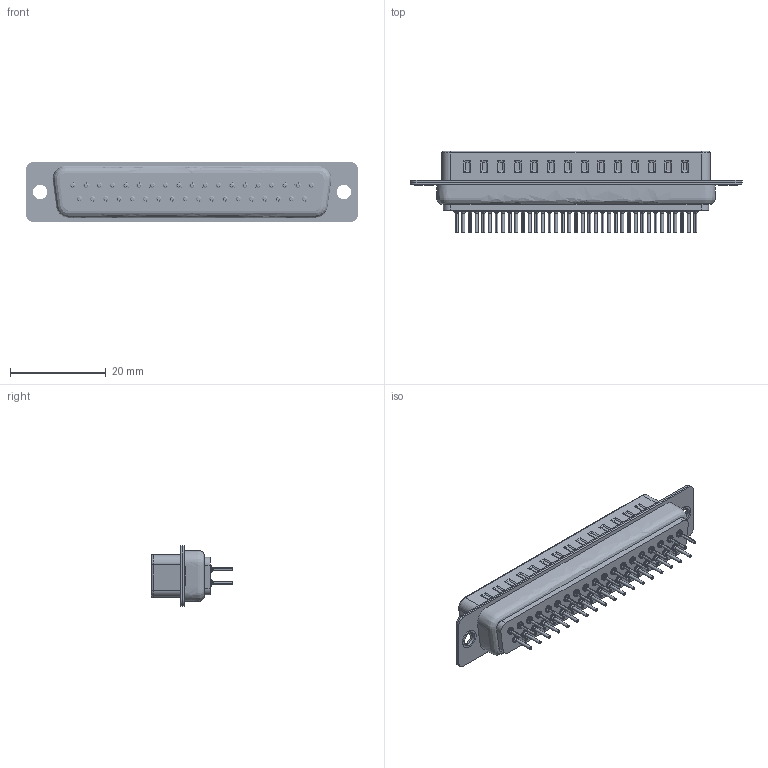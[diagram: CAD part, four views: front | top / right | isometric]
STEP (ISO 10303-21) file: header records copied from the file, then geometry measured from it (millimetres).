
FILE_DESCRIPTION(/* description */ ('Unknown'),/* implementation_level */ '2;1');
FILE_NAME(/* name */ '61803725023',/* time_stamp */ '2021-12-02T11:20:05+01:00',/* author */ ('Unknown'),/* organization */ ('Unknown'),/* preprocessor_version */ 'ST-DEVELOPER v16.7',/* originating_system */ 'Solid Edge',/* authorisation */ 'Unknown');
FILE_SCHEMA (('AUTOMOTIVE_DESIGN {1 0 10303 214 3 1 1}'));
Length unit declared in the file: millimetre
Products named in the file (6): 6180xx25023; 61803729221_INTER_ARRIERE; 61803729221_INTER_FACADE; 61803729221_ARRIERE; 61803729221_FACADE; 6180xx25023_Pin
Assembly tree (41 placements, depth 2):
  6180xx25023
    61803729221_INTER_ARRIERE
    61803729221_INTER_FACADE
    61803729221_ARRIERE
    61803729221_FACADE
    6180xx25023_Pin  x37
Bounding box: 69.4 x 17 x 12.55 mm (x, y, z)
Volume: 3645.1 mm3; surface area: 11573.8 mm2
Topology: 41 solids, 41 shells, 2346 faces, 6341 edges, 4135 vertices
Faces by surface type: plane 1389, cylinder 788, cone 74, torus 45, sphere 37, bspline 13
Full cylindrical faces by diameter (mm): 1 x37, 1.5 x37, 3 x2, 3.1 x2, 3.9 x2
Entity records: 29788 total; most frequent: CARTESIAN_POINT 12275, DIRECTION 3741, ORIENTED_EDGE 3284, EDGE_CURVE 1642, AXIS2_PLACEMENT_3D 1400, VERTEX_POINT 1140, EDGE_LOOP 1028, FACE_BOUND 1028
